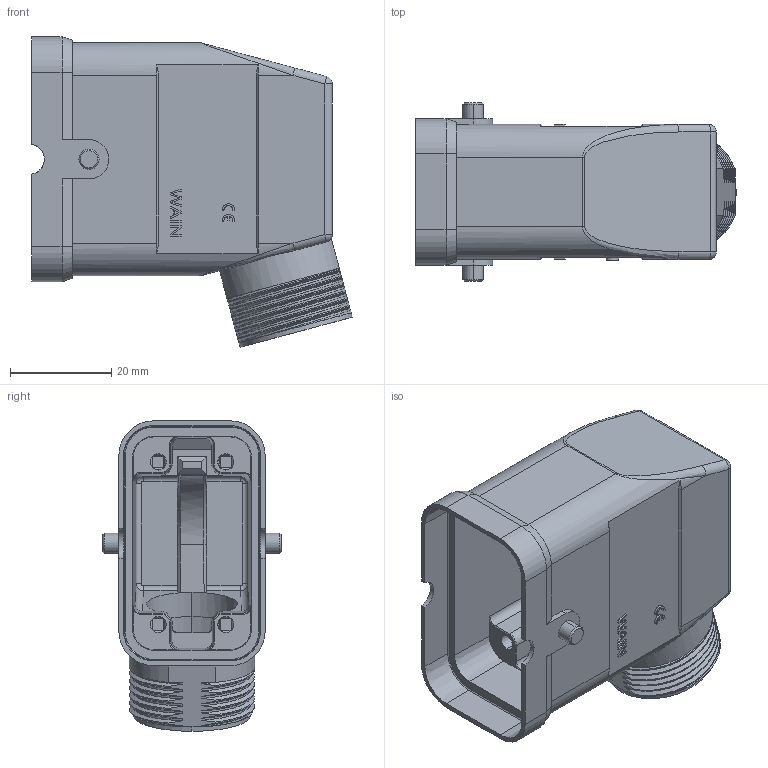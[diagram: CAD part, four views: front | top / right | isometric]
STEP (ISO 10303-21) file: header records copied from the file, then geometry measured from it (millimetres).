
FILE_DESCRIPTION((''),'2;1');
FILE_NAME('WN2012072_STP','2022-01-13T',('gq.wu'),(''),'PRO/ENGINEER BY PARAMETRIC TECHNOLOGY CORPORATION, 2012480','PRO/ENGINEER BY PARAMETRIC TECHNOLOGY CORPORATION, 2012480','');
FILE_SCHEMA(('CONFIG_CONTROL_DESIGN'));
Length unit declared in the file: millimetre
Products named in the file (1): WN2012072_STP
Bounding box: 63.46 x 35.4 x 61.46 mm (x, y, z)
Volume: 23780.6 mm3; surface area: 19622.4 mm2
Topology: 1 solids, 1 shells, 563 faces, 1510 edges, 964 vertices
Faces by surface type: plane 317, cylinder 97, cone 77, bspline 44, extrusion 20, torus 4, sphere 4
Entity records: 20897 total; most frequent: CARTESIAN_POINT 7473, ORIENTED_EDGE 3012, DIRECTION 2445, EDGE_CURVE 1506, VERTEX_POINT 964, VECTOR 841, LINE 821, AXIS2_PLACEMENT_3D 802
